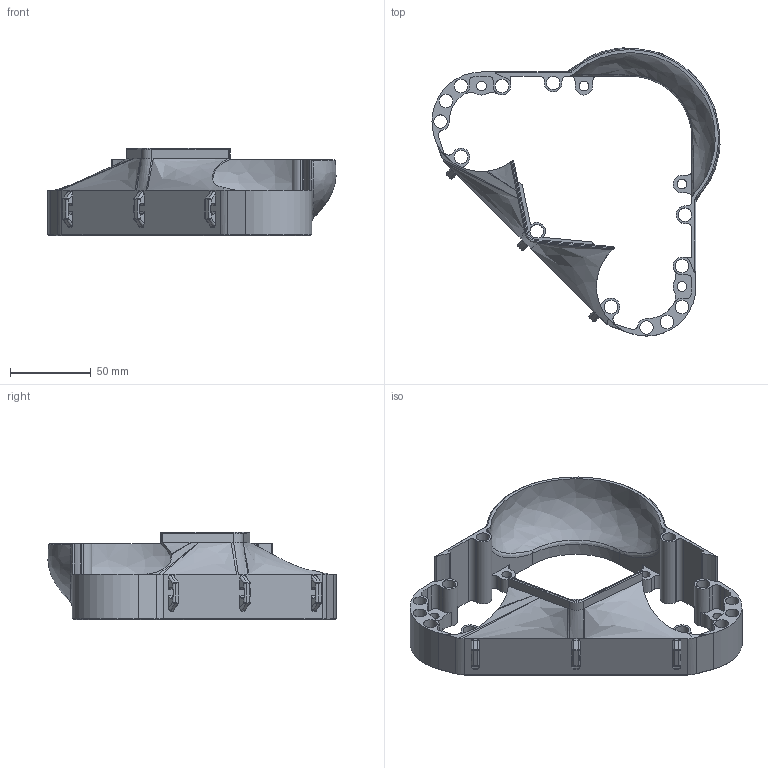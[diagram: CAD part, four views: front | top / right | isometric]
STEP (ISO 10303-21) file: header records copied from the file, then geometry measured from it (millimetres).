
FILE_DESCRIPTION(/* description */ (''),/* implementation_level */ '2;1');
FILE_NAME(/* name */ 'MK4i_cover_001.stp',/* time_stamp */ '2025-01-26T17:19:28-05:00',/* author */ ('slick'),/* organization */ (''),/* preprocessor_version */ 'ST-DEVELOPER v19.2',/* originating_system */ 'Autodesk Inventor 2023',/* authorisation */ '');
FILE_SCHEMA (('AUTOMOTIVE_DESIGN { 1 0 10303 214 3 1 1 }'));
Length unit declared in the file: inch
Products named in the file (1): MK4i_cover_001
Bounding box: 178.64 x 178.63 x 53.98 mm (x, y, z)
Volume: 87625.1 mm3; surface area: 69843.4 mm2
Topology: 1 solids, 1 shells, 327 faces, 890 edges, 555 vertices
Faces by surface type: cylinder 132, plane 106, bspline 46, torus 24, sphere 12, cone 7
Full cylindrical faces by diameter (mm): 6 x4, 8.344 x13
Entity records: 12576 total; most frequent: CARTESIAN_POINT 4045, ORIENTED_EDGE 1768, DIRECTION 1639, EDGE_CURVE 884, AXIS2_PLACEMENT_3D 603, VERTEX_POINT 555, LINE 433, VECTOR 433
